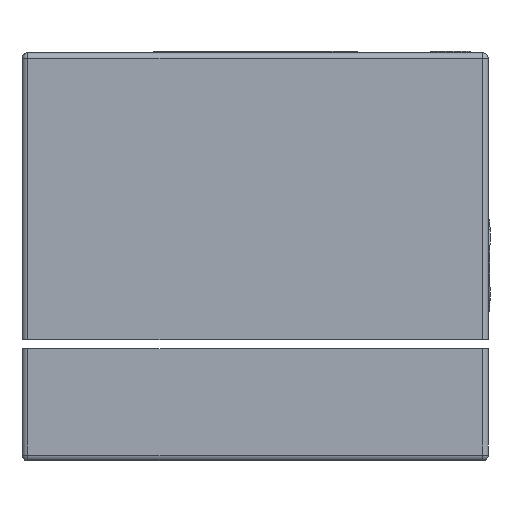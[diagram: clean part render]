
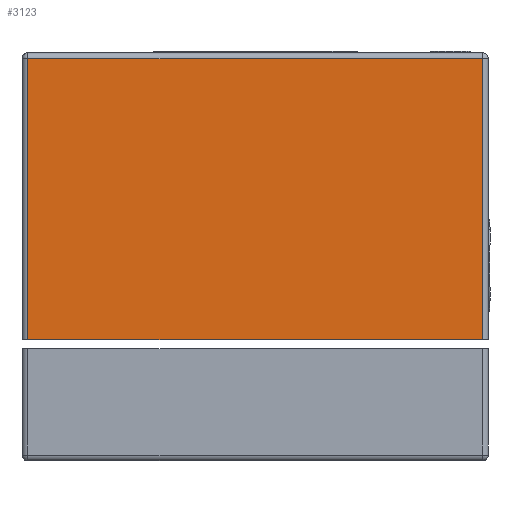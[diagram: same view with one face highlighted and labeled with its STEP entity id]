
A CAD part, left-side view. The second image highlights one B-rep face of the part: STEP entity #3123.
In plain terms, the highlighted face is planar.
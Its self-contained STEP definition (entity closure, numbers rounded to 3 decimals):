
#311=FACE_OUTER_BOUND('',#506,.T.);
#506=EDGE_LOOP('',(#2294,#2295,#2296,#2297));
#730=LINE('',#4624,#1067);
#739=LINE('',#4663,#1076);
#741=LINE('',#4670,#1078);
#742=LINE('',#4671,#1079);
#1067=VECTOR('',#3870,10.);
#1076=VECTOR('',#3921,10.);
#1078=VECTOR('',#3929,10.);
#1079=VECTOR('',#3930,10.);
#1385=VERTEX_POINT('',#4621);
#1386=VERTEX_POINT('',#4623);
#1395=VERTEX_POINT('',#4661);
#1397=VERTEX_POINT('',#4669);
#1711=EDGE_CURVE('',#1385,#1386,#730,.T.);
#1731=EDGE_CURVE('',#1386,#1395,#739,.T.);
#1734=EDGE_CURVE('',#1397,#1395,#741,.T.);
#1735=EDGE_CURVE('',#1397,#1385,#742,.T.);
#2294=ORIENTED_EDGE('',*,*,#1734,.T.);
#2295=ORIENTED_EDGE('',*,*,#1731,.F.);
#2296=ORIENTED_EDGE('',*,*,#1711,.F.);
#2297=ORIENTED_EDGE('',*,*,#1735,.F.);
#2970=PLANE('',#3533);
#3123=ADVANCED_FACE('',(#311),#2970,.T.);
#3533=AXIS2_PLACEMENT_3D('',#4668,#3927,#3928);
#3870=DIRECTION('',(1.,0.,0.));
#3921=DIRECTION('',(0.,0.,-1.));
#3927=DIRECTION('center_axis',(0.,-1.,0.));
#3928=DIRECTION('ref_axis',(0.,0.,-1.));
#3929=DIRECTION('',(1.,0.,0.));
#3930=DIRECTION('',(0.,0.,1.));
#4621=CARTESIAN_POINT('',(-0.39,-1.,0.69));
#4623=CARTESIAN_POINT('',(0.39,-1.,0.69));
#4624=CARTESIAN_POINT('',(-0.2,-1.,0.69));
#4661=CARTESIAN_POINT('',(0.39,-1.,0.208));
#4663=CARTESIAN_POINT('',(0.39,-1.,0.15));
#4668=CARTESIAN_POINT('Origin',(0.,-1.,0.1));
#4669=CARTESIAN_POINT('',(-0.39,-1.,0.208));
#4670=CARTESIAN_POINT('',(0.,-1.,0.208));
#4671=CARTESIAN_POINT('',(-0.39,-1.,0.05));
